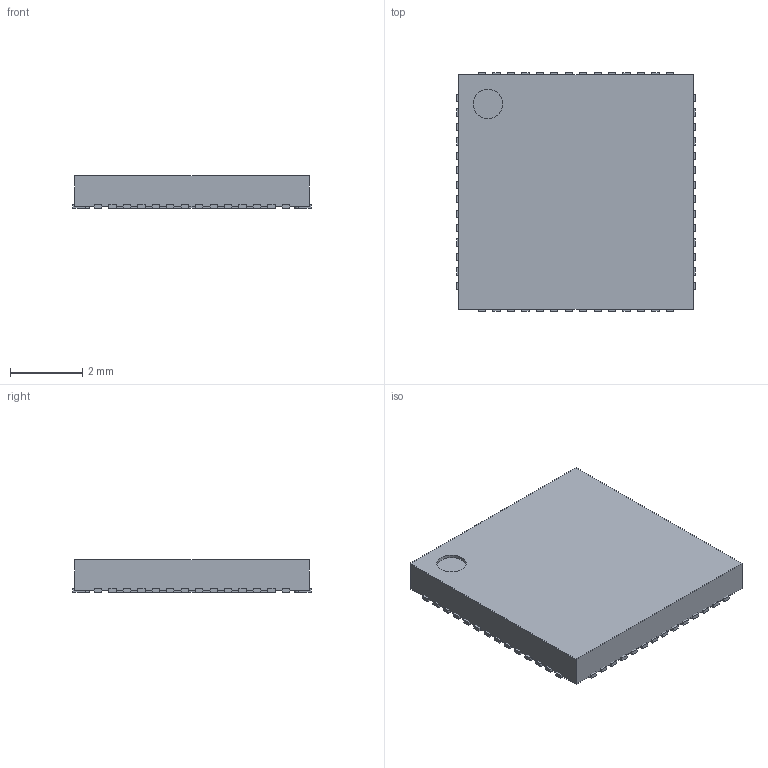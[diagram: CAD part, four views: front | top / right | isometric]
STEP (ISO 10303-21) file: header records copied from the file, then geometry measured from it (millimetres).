
FILE_DESCRIPTION(('FreeCAD Model'),'2;1');
FILE_NAME('19514827.2.1.stp','2024-04-17T12:24:10',( 'Author'),(''),'Open CASCADE STEP processor 6.9','FreeCAD','Unknown' );
FILE_SCHEMA(('AUTOMOTIVE_DESIGN { 1 0 10303 214 1 1 1 1 }'));
Length unit declared in the file: millimetre
Products named in the file (5): ASSEMBLY; Body; ThermalPin; PinsArrayLR; PinsArrayTB
Assembly tree (4 placements, depth 2):
  ASSEMBLY
    Body
    ThermalPin
    PinsArrayLR
    PinsArrayTB
Bounding box: 6.6 x 6.6 x 0.9 mm (x, y, z)
Volume: 38.4 mm3; surface area: 165.5 mm2
Topology: 58 solids, 58 shells, 350 faces, 699 edges, 466 vertices
Faces by surface type: plane 293, cylinder 57
Full cylindrical faces by diameter (mm): 0.812 x1
Entity records: 18728 total; most frequent: CARTESIAN_POINT 3254, DIRECTION 2865, LINE 1869, VECTOR 1869, ORIENTED_EDGE 1398, PCURVE 1398, DEFINITIONAL_REPRESENTATION 1398, EDGE_CURVE 699
